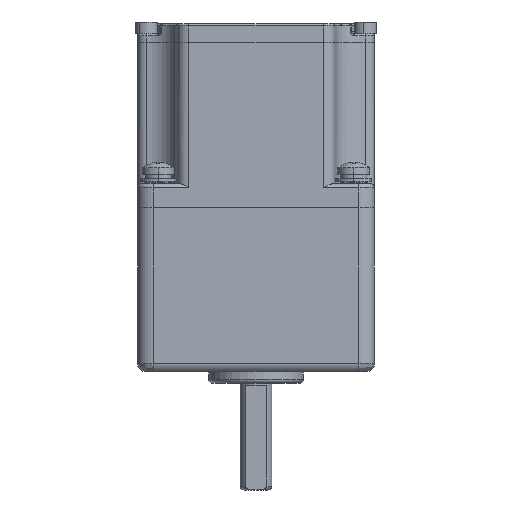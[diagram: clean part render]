
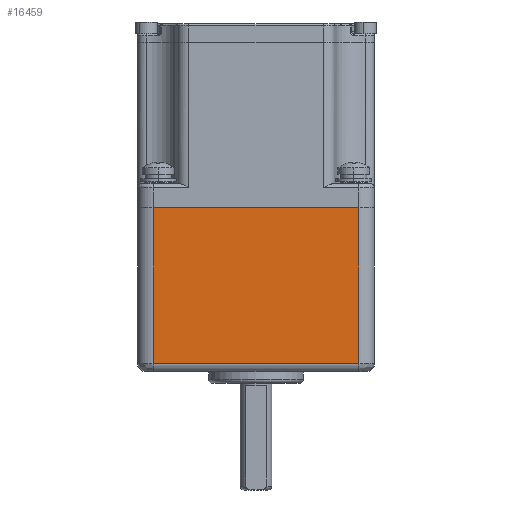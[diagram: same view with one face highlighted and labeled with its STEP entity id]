
A CAD part, left-side view. The second image highlights one B-rep face of the part: STEP entity #16459.
In plain terms, the highlighted face is planar.
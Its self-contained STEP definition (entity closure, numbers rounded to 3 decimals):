
#823 = FACE_OUTER_BOUND ( 'NONE', #2269, .T. ) ;
#1785 = EDGE_CURVE ( 'NONE', #2740, #21437, #11916, .T. ) ;
#1890 = CARTESIAN_POINT ( 'NONE',  ( 26., 30., 40. ) ) ;
#2269 = EDGE_LOOP ( 'NONE', ( #22573, #9339, #7365, #12174 ) ) ;
#2704 = VERTEX_POINT ( 'NONE', #18195 ) ;
#2740 = VERTEX_POINT ( 'NONE', #1890 ) ;
#2850 = VECTOR ( 'NONE', #14345, 1000. ) ;
#3942 = LINE ( 'NONE', #7266, #4735 ) ;
#4724 = DIRECTION ( 'NONE',  ( 0., 1., 0. ) ) ;
#4735 = VECTOR ( 'NONE', #9380, 1000. ) ;
#5130 = AXIS2_PLACEMENT_3D ( 'NONE', #8375, #4724, #8146 ) ;
#6890 = EDGE_CURVE ( 'NONE', #8291, #2740, #8656, .T. ) ;
#7266 = CARTESIAN_POINT ( 'NONE',  ( -26., 30., 0.5 ) ) ;
#7365 = ORIENTED_EDGE ( 'NONE', *, *, #18739, .F. ) ;
#8146 = DIRECTION ( 'NONE',  ( 0., 0., 1. ) ) ;
#8291 = VERTEX_POINT ( 'NONE', #16945 ) ;
#8373 = VECTOR ( 'NONE', #15592, 1000. ) ;
#8375 = CARTESIAN_POINT ( 'NONE',  ( 26., 30., 113. ) ) ;
#8608 = VECTOR ( 'NONE', #19076, 1000. ) ;
#8656 = LINE ( 'NONE', #21568, #2850 ) ;
#9339 = ORIENTED_EDGE ( 'NONE', *, *, #20759, .F. ) ;
#9380 = DIRECTION ( 'NONE',  ( 1., 0., 0. ) ) ;
#10141 = CARTESIAN_POINT ( 'NONE',  ( 26., 30., 113. ) ) ;
#11916 = LINE ( 'NONE', #10141, #8373 ) ;
#12174 = ORIENTED_EDGE ( 'NONE', *, *, #6890, .T. ) ;
#14345 = DIRECTION ( 'NONE',  ( 1., 0., 0. ) ) ;
#15592 = DIRECTION ( 'NONE',  ( 0., 0., -1. ) ) ;
#16459 = ADVANCED_FACE ( 'NONE', ( #823 ), #20595, .T. ) ;
#16945 = CARTESIAN_POINT ( 'NONE',  ( -26., 30., 40. ) ) ;
#18195 = CARTESIAN_POINT ( 'NONE',  ( -26., 30., 0.5 ) ) ;
#18739 = EDGE_CURVE ( 'NONE', #8291, #2704, #21108, .T. ) ;
#19076 = DIRECTION ( 'NONE',  ( 0., 0., -1. ) ) ;
#19649 = CARTESIAN_POINT ( 'NONE',  ( 26., 30., 0.5 ) ) ;
#20595 = PLANE ( 'NONE',  #5130 ) ;
#20759 = EDGE_CURVE ( 'NONE', #2704, #21437, #3942, .T. ) ;
#20978 = CARTESIAN_POINT ( 'NONE',  ( -26., 30., 113. ) ) ;
#21108 = LINE ( 'NONE', #20978, #8608 ) ;
#21437 = VERTEX_POINT ( 'NONE', #19649 ) ;
#21568 = CARTESIAN_POINT ( 'NONE',  ( 26., 30., 40. ) ) ;
#22573 = ORIENTED_EDGE ( 'NONE', *, *, #1785, .T. ) ;
